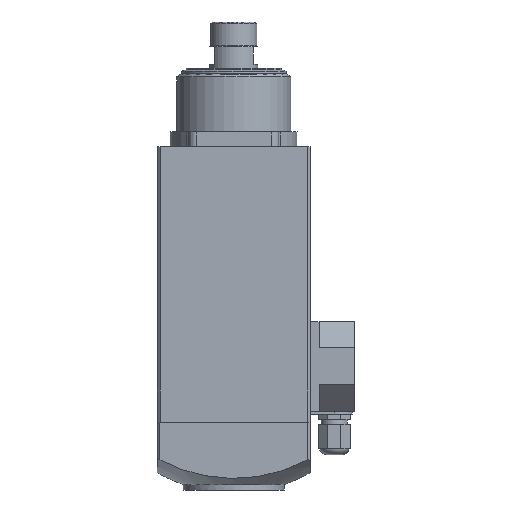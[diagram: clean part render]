
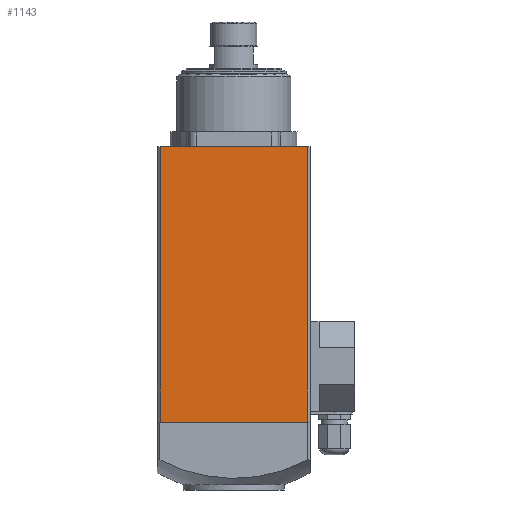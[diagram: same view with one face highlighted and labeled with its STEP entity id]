
A CAD part, left-side view. The second image highlights one B-rep face of the part: STEP entity #1143.
In plain terms, the highlighted planar face has unit normal (-1, 0, 0).
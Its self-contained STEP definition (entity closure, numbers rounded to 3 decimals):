
#337=PLANE('',#7253);
#1143=ADVANCED_FACE('',(#1723),#337,.T.);
#1723=FACE_OUTER_BOUND('',#1968,.T.);
#1968=EDGE_LOOP('',(#3750,#3751,#3752,#3753));
#2701=LINE('',#10190,#3155);
#2743=LINE('',#10294,#3197);
#2767=LINE('',#10368,#3221);
#2768=LINE('',#10369,#3222);
#3155=VECTOR('',#8067,1.);
#3197=VECTOR('',#8133,1.);
#3221=VECTOR('',#8215,1.);
#3222=VECTOR('',#8216,1.);
#3750=ORIENTED_EDGE('',*,*,#6081,.T.);
#3751=ORIENTED_EDGE('',*,*,#6123,.T.);
#3752=ORIENTED_EDGE('',*,*,#6028,.T.);
#3753=ORIENTED_EDGE('',*,*,#6124,.T.);
#5362=VERTEX_POINT('',#10189);
#5363=VERTEX_POINT('',#10191);
#5412=VERTEX_POINT('',#10293);
#5413=VERTEX_POINT('',#10295);
#6028=EDGE_CURVE('',#5363,#5362,#2701,.T.);
#6081=EDGE_CURVE('',#5413,#5412,#2743,.T.);
#6123=EDGE_CURVE('',#5412,#5363,#2767,.T.);
#6124=EDGE_CURVE('',#5362,#5413,#2768,.T.);
#7253=AXIS2_PLACEMENT_3D('',#10370,#8217,#8218);
#8067=DIRECTION('',(0.,1.,0.));
#8133=DIRECTION('',(0.,-1.,0.));
#8215=DIRECTION('',(0.,0.,1.));
#8216=DIRECTION('',(0.,0.,-1.));
#8217=DIRECTION('',(-1.,0.,0.));
#8218=DIRECTION('',(0.,0.,1.));
#10189=CARTESIAN_POINT('',(0.,104.,190.5));
#10190=CARTESIAN_POINT('',(0.,53.,190.5));
#10191=CARTESIAN_POINT('',(0.,2.,190.5));
#10293=CARTESIAN_POINT('',(0.,2.,0.));
#10294=CARTESIAN_POINT('',(0.,53.,0.));
#10295=CARTESIAN_POINT('',(0.,104.,0.));
#10368=CARTESIAN_POINT('',(0.,2.,0.));
#10369=CARTESIAN_POINT('',(0.,104.,0.));
#10370=CARTESIAN_POINT('',(0.,53.,0.));
